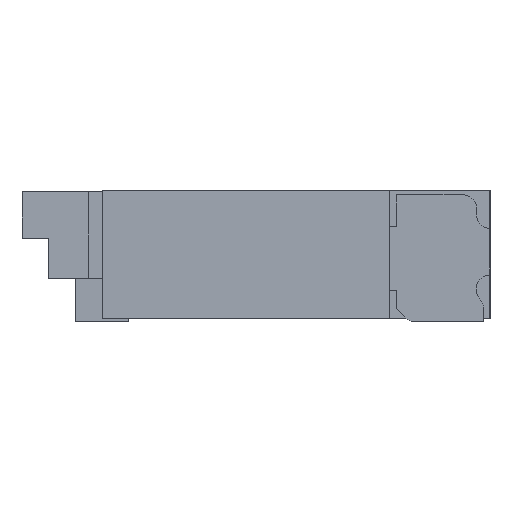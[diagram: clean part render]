
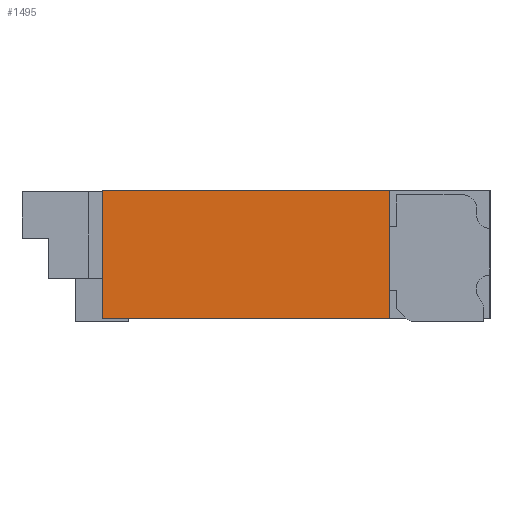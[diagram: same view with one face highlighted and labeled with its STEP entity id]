
A CAD part, left-side view. The second image highlights one B-rep face of the part: STEP entity #1495.
In plain terms, the highlighted planar face has unit normal (-1, 0, 0).
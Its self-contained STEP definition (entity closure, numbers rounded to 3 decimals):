
#1495 = ADVANCED_FACE( '', ( #3280 ), #3281, .T. );
#3280 = FACE_OUTER_BOUND( '', #5437, .T. );
#3281 = PLANE( '', #5438 );
#5437 = EDGE_LOOP( '', ( #9497, #9498, #9499, #9500 ) );
#5438 = AXIS2_PLACEMENT_3D( '', #9501, #9502, #9503 );
#9497 = ORIENTED_EDGE( '', *, *, #16039, .F. );
#9498 = ORIENTED_EDGE( '', *, *, #16040, .T. );
#9499 = ORIENTED_EDGE( '', *, *, #16041, .T. );
#9500 = ORIENTED_EDGE( '', *, *, #15012, .T. );
#9501 = CARTESIAN_POINT( '', ( -8., 0., 0. ) );
#9502 = DIRECTION( '', ( -1., 0., 0. ) );
#9503 = DIRECTION( '', ( 0., 0., 1. ) );
#15012 = EDGE_CURVE( '', #18562, #18560, #18563, .T. );
#16039 = EDGE_CURVE( '', #20266, #18560, #20267, .T. );
#16040 = EDGE_CURVE( '', #20266, #20268, #20269, .T. );
#16041 = EDGE_CURVE( '', #20268, #18562, #20270, .T. );
#18560 = VERTEX_POINT( '', #23693 );
#18562 = VERTEX_POINT( '', #23696 );
#18563 = LINE( '', #23697, #23698 );
#20266 = VERTEX_POINT( '', #26275 );
#20267 = LINE( '', #26276, #26277 );
#20268 = VERTEX_POINT( '', #26278 );
#20269 = LINE( '', #26279, #26280 );
#20270 = LINE( '', #26281, #26282 );
#23693 = CARTESIAN_POINT( '', ( -8., -0.7, -0.48 ) );
#23696 = CARTESIAN_POINT( '', ( -8., 1.45, -0.48 ) );
#23697 = CARTESIAN_POINT( '', ( -8., 1.45, -0.48 ) );
#23698 = VECTOR( '', #29500, 1000. );
#26275 = CARTESIAN_POINT( '', ( -8., -0.7, 0.48 ) );
#26276 = CARTESIAN_POINT( '', ( -8., -0.7, 0. ) );
#26277 = VECTOR( '', #30408, 1000. );
#26278 = CARTESIAN_POINT( '', ( -8., 1.45, 0.48 ) );
#26279 = CARTESIAN_POINT( '', ( -8., -1.45, 0.48 ) );
#26280 = VECTOR( '', #30409, 1000. );
#26281 = CARTESIAN_POINT( '', ( -8., 1.45, 0.48 ) );
#26282 = VECTOR( '', #30410, 1000. );
#29500 = DIRECTION( '', ( 0., -1., 0. ) );
#30408 = DIRECTION( '', ( 0., 0., -1. ) );
#30409 = DIRECTION( '', ( 0., 1., 0. ) );
#30410 = DIRECTION( '', ( 0., 0., -1. ) );
